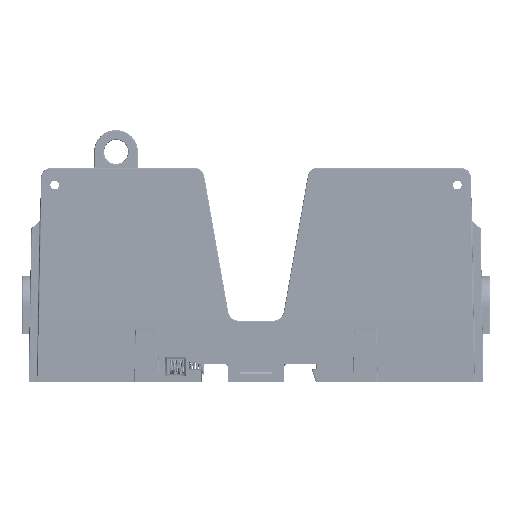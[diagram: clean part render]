
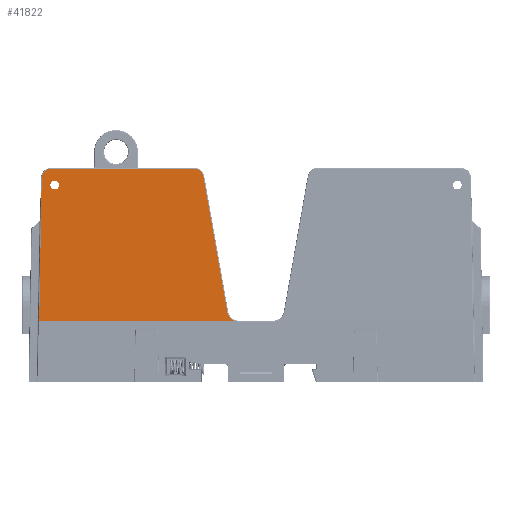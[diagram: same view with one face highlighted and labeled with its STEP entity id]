
A CAD part, front view. The second image highlights one B-rep face of the part: STEP entity #41822.
In plain terms, the highlighted planar face has unit normal (0, -1, 0.009).
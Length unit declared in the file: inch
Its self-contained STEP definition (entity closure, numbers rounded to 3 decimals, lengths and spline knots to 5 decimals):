
#36 = EDGE_CURVE ( 'NONE', #19632, #15988, #9161, .T. ) ;
#503 = CARTESIAN_POINT ( 'NONE',  ( -0.24601, -0.95, 0.70001 ) ) ;
#615 = VERTEX_POINT ( 'NONE', #21712 ) ;
#1731 = CARTESIAN_POINT ( 'NONE',  ( -2.4, -0.93691, 2.2 ) ) ;
#1981 = CARTESIAN_POINT ( 'NONE',  ( -2.4, -0.93604, 2.3 ) ) ;
#2331 = CARTESIAN_POINT ( 'NONE',  ( -0.3758, -0.94675, 1.07237 ) ) ;
#2552 = CARTESIAN_POINT ( 'NONE',  ( -0.32806, -0.94911, 0.80164 ) ) ;
#3127 = EDGE_CURVE ( 'NONE', #47095, #44367, #22403, .T. ) ;
#3355 = CARTESIAN_POINT ( 'NONE',  ( -2.3, -0.93691, 2.2 ) ) ;
#3357 = CARTESIAN_POINT ( 'NONE',  ( -2.40083, -0.93481, 2.44009 ) ) ;
#3386 = CARTESIAN_POINT ( 'NONE',  ( -0.24604, -0.95, 0.7 ) ) ;
#3643 = CARTESIAN_POINT ( 'NONE',  ( -0.24603, -0.95, 0.70001 ) ) ;
#3772 = ORIENTED_EDGE ( 'NONE', *, *, #45899, .T. ) ;
#3923 = CARTESIAN_POINT ( 'NONE',  ( -0.24609, -0.95, 0.7 ) ) ;
#4446 = ORIENTED_EDGE ( 'NONE', *, *, #36, .T. ) ;
#5623 = CARTESIAN_POINT ( 'NONE',  ( -2.47778, -0.95, 0.7 ) ) ;
#5677 = CARTESIAN_POINT ( 'NONE',  ( -0.61035, -0.93514, 2.40256 ) ) ;
#5875 = CARTESIAN_POINT ( 'NONE',  ( -2.3344, -0.93481, 2.44009 ) ) ;
#6566 = CARTESIAN_POINT ( 'NONE',  ( -2.3344, -0.93481, 2.44009 ) ) ;
#7054 = DIRECTION ( 'NONE',  ( -0.174, 0.009, 0.985 ) ) ;
#7341 = CARTESIAN_POINT ( 'NONE',  ( -2.2, -0.93691, 2.2 ) ) ;
#7810 = DIRECTION ( 'NONE',  ( -0.017, -0.009, -1. ) ) ;
#8143 = CARTESIAN_POINT ( 'NONE',  ( -0.24599, -0.95, 0.70002 ) ) ;
#8398 = CARTESIAN_POINT ( 'NONE',  ( -0.24607, -0.95, 0.7 ) ) ;
#8730 = VECTOR ( 'NONE', #45852, 39.37008 ) ;
#8979 = ORIENTED_EDGE ( 'NONE', *, *, #16552, .T. ) ;
#9161 = LINE ( 'NONE', #46119, #8730 ) ;
#9480 = LINE ( 'NONE', #6566, #9499 ) ;
#9499 = VECTOR ( 'NONE', #22663, 39.37008 ) ;
#9819 = CARTESIAN_POINT ( 'NONE',  ( -0.32806, -0.94911, 0.80164 ) ) ;
#10407 = CARTESIAN_POINT ( 'NONE',  ( -2.3, -0.93691, 2.2 ) ) ;
#10530 = EDGE_CURVE ( 'NONE', #36691, #615, #17298, .T. ) ;
#11578 = CARTESIAN_POINT ( 'NONE',  ( -0.246, -0.95, 0.70001 ) ) ;
#12620 = CARTESIAN_POINT ( 'NONE',  ( -0.24598, -0.95, 0.70003 ) ) ;
#13546 = CARTESIAN_POINT ( 'NONE',  ( -2.44938, -0.9358, 2.32709 ) ) ;
#13820 = EDGE_CURVE ( 'NONE', #15988, #32851, #15555, .T. ) ;
#13853 = CARTESIAN_POINT ( 'NONE',  ( -2.48778, -0.95, 0.7 ) ) ;
#14100 = EDGE_LOOP ( 'NONE', ( #47470, #37182 ) ) ;
#15466 = CARTESIAN_POINT ( 'NONE',  ( -0.24598, -0.95, 0.70004 ) ) ;
#15555 = B_SPLINE_CURVE_WITH_KNOTS ( 'NONE', 3,
 ( #20550, #3923, #8398, #19763, #3386, #3643, #32172, #503, #11578, #48792, #8143, #23722, #12620, #48544, #23464, #46563 ),
 .UNSPECIFIED., .F., .F.,
 ( 4, 3, 3, 3, 3, 4 ),
 ( 0., 0., 0., 0., 0., 0. ),
 .UNSPECIFIED. ) ;
#15988 = VERTEX_POINT ( 'NONE', #47277 ) ;
#16552 = EDGE_CURVE ( 'NONE', #32851, #47095, #49043, .T. ) ;
#16705 = EDGE_CURVE ( 'NONE', #43489, #19632, #48985, .T. ) ;
#17298 =( BOUNDED_CURVE ( )  B_SPLINE_CURVE ( 3, ( #22911, #27675, #7341, #3355 ),
 .UNSPECIFIED., .F., .T. ) 
 B_SPLINE_CURVE_WITH_KNOTS ( ( 4, 4 ),
 ( 0., 3.14159 ),
 .UNSPECIFIED. ) 
 CURVE ( )  GEOMETRIC_REPRESENTATION_ITEM ( )  RATIONAL_B_SPLINE_CURVE ( ( 1., 0.333, 0.333, 1. ) ) 
 REPRESENTATION_ITEM ( '' )  );
#17560 = CARTESIAN_POINT ( 'NONE',  ( -0.60021, -0.93564, 2.34506 ) ) ;
#17852 = VERTEX_POINT ( 'NONE', #24996 ) ;
#18543 = EDGE_CURVE ( 'NONE', #44367, #17852, #29200, .T. ) ;
#18662 = CARTESIAN_POINT ( 'NONE',  ( -0.60021, -0.93564, 2.34506 ) ) ;
#19574 = VERTEX_POINT ( 'NONE', #5875 ) ;
#19632 = VERTEX_POINT ( 'NONE', #5623 ) ;
#19763 = CARTESIAN_POINT ( 'NONE',  ( -0.24606, -0.95, 0.7 ) ) ;
#19890 = CARTESIAN_POINT ( 'NONE',  ( -0.65507, -0.93481, 2.44009 ) ) ;
#19917 = VECTOR ( 'NONE', #7810, 39.37008 ) ;
#20550 = CARTESIAN_POINT ( 'NONE',  ( -0.2461, -0.95, 0.7 ) ) ;
#21003 = CARTESIAN_POINT ( 'NONE',  ( -2.47778, -0.95, 0.69983 ) ) ;
#21712 = CARTESIAN_POINT ( 'NONE',  ( -2.3, -0.93691, 2.2 ) ) ;
#22004 = ORIENTED_EDGE ( 'NONE', *, *, #3127, .T. ) ;
#22156 = CARTESIAN_POINT ( 'NONE',  ( -0.24598, -0.95, 0.70004 ) ) ;
#22403 = LINE ( 'NONE', #2331, #43906 ) ;
#22663 = DIRECTION ( 'NONE',  ( -1., 0., 0. ) ) ;
#22911 = CARTESIAN_POINT ( 'NONE',  ( -2.3, -0.93604, 2.3 ) ) ;
#23464 = CARTESIAN_POINT ( 'NONE',  ( -0.24598, -0.95, 0.70003 ) ) ;
#23722 = CARTESIAN_POINT ( 'NONE',  ( -0.24599, -0.95, 0.70003 ) ) ;
#24694 = EDGE_CURVE ( 'NONE', #19574, #43489, #34697, .T. ) ;
#24996 = CARTESIAN_POINT ( 'NONE',  ( -0.71346, -0.93481, 2.44009 ) ) ;
#25392 = AXIS2_PLACEMENT_3D ( 'NONE', #13853, #42080, #37608 ) ;
#26011 = FACE_OUTER_BOUND ( 'NONE', #51461, .T. ) ;
#27675 = CARTESIAN_POINT ( 'NONE',  ( -2.2, -0.93604, 2.3 ) ) ;
#29007 = ORIENTED_EDGE ( 'NONE', *, *, #24694, .T. ) ;
#29200 =( BOUNDED_CURVE ( )  B_SPLINE_CURVE ( 3, ( #17560, #5677, #19890, #35459 ),
 .UNSPECIFIED., .F., .T. ) 
 B_SPLINE_CURVE_WITH_KNOTS ( ( 4, 4 ),
 ( 1.74533, 3.14159 ),
 .UNSPECIFIED. ) 
 CURVE ( )  GEOMETRIC_REPRESENTATION_ITEM ( )  RATIONAL_B_SPLINE_CURVE ( ( 1., 0.844, 0.844, 1. ) ) 
 REPRESENTATION_ITEM ( '' )  );
#31299 = ORIENTED_EDGE ( 'NONE', *, *, #13820, .T. ) ;
#31573 = CARTESIAN_POINT ( 'NONE',  ( -0.28997, -0.94984, 0.71793 ) ) ;
#32172 = CARTESIAN_POINT ( 'NONE',  ( -0.24602, -0.95, 0.70001 ) ) ;
#32851 = VERTEX_POINT ( 'NONE', #22156 ) ;
#32867 = FACE_BOUND ( 'NONE', #14100, .T. ) ;
#34697 =( BOUNDED_CURVE ( )  B_SPLINE_CURVE ( 3, ( #51941, #3357, #52200, #44018 ),
 .UNSPECIFIED., .F., .T. ) 
 B_SPLINE_CURVE_WITH_KNOTS ( ( 4, 4 ),
 ( 3.14159, 4.69494 ),
 .UNSPECIFIED. ) 
 CURVE ( )  GEOMETRIC_REPRESENTATION_ITEM ( )  RATIONAL_B_SPLINE_CURVE ( ( 1., 0.809, 0.809, 1. ) ) 
 REPRESENTATION_ITEM ( '' )  );
#35459 = CARTESIAN_POINT ( 'NONE',  ( -0.71346, -0.93481, 2.44009 ) ) ;
#36691 = VERTEX_POINT ( 'NONE', #43102 ) ;
#36722 = ORIENTED_EDGE ( 'NONE', *, *, #18543, .T. ) ;
#37081 = PLANE ( 'NONE',  #25392 ) ;
#37182 = ORIENTED_EDGE ( 'NONE', *, *, #38790, .T. ) ;
#37608 = DIRECTION ( 'NONE',  ( 0., -0.009, -1. ) ) ;
#38790 = EDGE_CURVE ( 'NONE', #615, #36691, #38927, .T. ) ;
#38927 =( BOUNDED_CURVE ( )  B_SPLINE_CURVE ( 3, ( #10407, #1731, #1981, #46581 ),
 .UNSPECIFIED., .F., .F. ) 
 B_SPLINE_CURVE_WITH_KNOTS ( ( 4, 4 ),
 ( 3.14159, 6.28319 ),
 .UNSPECIFIED. ) 
 CURVE ( )  GEOMETRIC_REPRESENTATION_ITEM ( )  RATIONAL_B_SPLINE_CURVE ( ( 1., 0.333, 0.333, 1. ) ) 
 REPRESENTATION_ITEM ( '' )  );
#41822 = ADVANCED_FACE ( 'NONE', ( #32867, #26011 ), #37081, .T. ) ;
#42080 = DIRECTION ( 'NONE',  ( 0., -1., 0.009 ) ) ;
#43102 = CARTESIAN_POINT ( 'NONE',  ( -2.3, -0.93604, 2.3 ) ) ;
#43489 = VERTEX_POINT ( 'NONE', #13546 ) ;
#43906 = VECTOR ( 'NONE', #7054, 39.37008 ) ;
#44018 = CARTESIAN_POINT ( 'NONE',  ( -2.44938, -0.9358, 2.32709 ) ) ;
#44367 = VERTEX_POINT ( 'NONE', #18662 ) ;
#45852 = DIRECTION ( 'NONE',  ( 1., 0., 0. ) ) ;
#45899 = EDGE_CURVE ( 'NONE', #17852, #19574, #9480, .T. ) ;
#46119 = CARTESIAN_POINT ( 'NONE',  ( -2.5, -0.95, 0.7 ) ) ;
#46563 = CARTESIAN_POINT ( 'NONE',  ( -0.24598, -0.95, 0.70004 ) ) ;
#46581 = CARTESIAN_POINT ( 'NONE',  ( -2.3, -0.93604, 2.3 ) ) ;
#47095 = VERTEX_POINT ( 'NONE', #9819 ) ;
#47277 = CARTESIAN_POINT ( 'NONE',  ( -0.2461, -0.95, 0.7 ) ) ;
#47380 = ORIENTED_EDGE ( 'NONE', *, *, #16705, .T. ) ;
#47470 = ORIENTED_EDGE ( 'NONE', *, *, #10530, .T. ) ;
#48544 = CARTESIAN_POINT ( 'NONE',  ( -0.24598, -0.95, 0.70003 ) ) ;
#48792 = CARTESIAN_POINT ( 'NONE',  ( -0.246, -0.95, 0.70002 ) ) ;
#48985 = LINE ( 'NONE', #21003, #19917 ) ;
#49043 =( BOUNDED_CURVE ( )  B_SPLINE_CURVE ( 3, ( #15466, #31573, #51899, #2552 ),
 .UNSPECIFIED., .F., .T. ) 
 B_SPLINE_CURVE_WITH_KNOTS ( ( 4, 4 ),
 ( 0.38634, 1.39626 ),
 .UNSPECIFIED. ) 
 CURVE ( )  GEOMETRIC_REPRESENTATION_ITEM ( )  RATIONAL_B_SPLINE_CURVE ( ( 1., 0.917, 0.917, 1. ) ) 
 REPRESENTATION_ITEM ( '' )  );
#51461 = EDGE_LOOP ( 'NONE', ( #4446, #31299, #8979, #22004, #36722, #3772, #29007, #47380 ) ) ;
#51899 = CARTESIAN_POINT ( 'NONE',  ( -0.31981, -0.94952, 0.75488 ) ) ;
#51941 = CARTESIAN_POINT ( 'NONE',  ( -2.3344, -0.93481, 2.44009 ) ) ;
#52200 = CARTESIAN_POINT ( 'NONE',  ( -2.44822, -0.93522, 2.39352 ) ) ;
